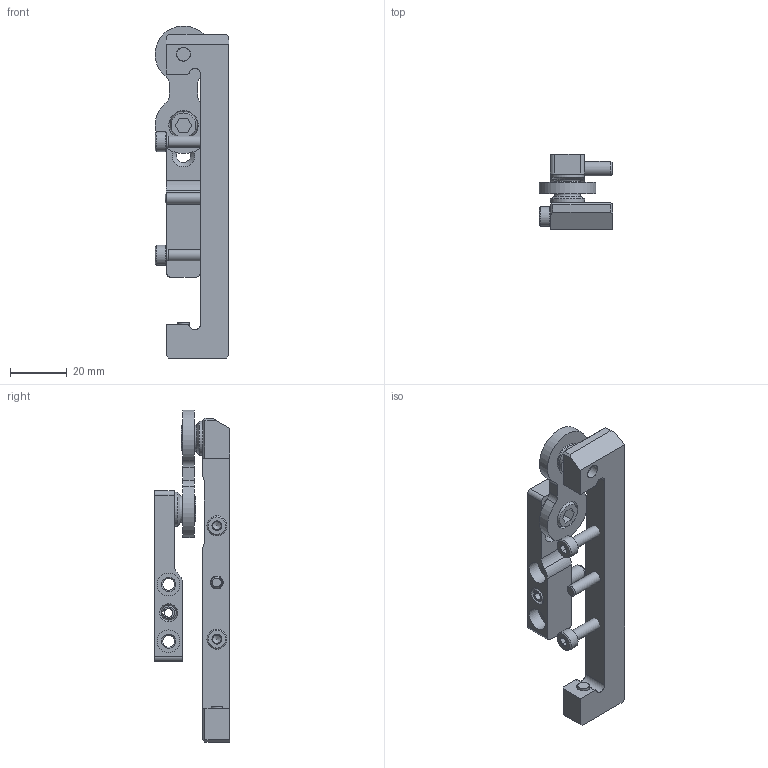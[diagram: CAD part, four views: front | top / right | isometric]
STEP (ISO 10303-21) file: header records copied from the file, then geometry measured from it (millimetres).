
FILE_DESCRIPTION(/* description */ ('STEP AP214'),/* implementation_level */ '2;1');
FILE_NAME(/* name */ '8081466_DARD-L8-20-S',/* time_stamp */ '2024-08-14T14:53:05+02:00',/* author */ ('License CC BY-ND 4.0'),/* organization */ ('CADENAS'),/* preprocessor_version */ 'ST-DEVELOPER v19.3',/* originating_system */ 'PARTsolutions',/* authorisation */ ' ');
FILE_SCHEMA (('AUTOMOTIVE_DESIGN {1 0 10303 214 3 1 1}'));
Length unit declared in the file: millimetre
Products named in the file (6): 8081466 DARD-L8-20-S; 8083309 DARD-L8-20_C; ISO-4762 M4x18; 8082832 DARD-L8-20/25_J; 8083314 DARD-L8-20/25_P; DIN-915 - M6x11.5(F)
Assembly tree (7 placements, depth 2):
  8081466 DARD-L8-20-S
    8083309 DARD-L8-20_C
    ISO-4762 M4x18  x3
    8082832 DARD-L8-20/25_J
    8083314 DARD-L8-20/25_P
    DIN-915 - M6x11.5(F)
Bounding box: 26 x 26.5 x 116.96 mm (x, y, z)
Volume: 22396.5 mm3; surface area: 13866.2 mm2
Topology: 7 solids, 7 shells, 221 faces, 525 edges, 333 vertices
Faces by surface type: plane 117, cone 53, cylinder 45, sphere 4, torus 2
Full cylindrical faces by diameter (mm): 3.242 x2, 4 x4, 4.134 x2, 4.5 x1, 4.917 x4, 6 x3, 7 x3, 7.5 x1, 8 x2, 12 x2
Entity records: 4989 total; most frequent: DIRECTION 795, CARTESIAN_POINT 791, ORIENTED_EDGE 672, EDGE_CURVE 336, AXIS2_PLACEMENT_3D 295, VERTEX_POINT 246, FACE_BOUND 246, EDGE_LOOP 243
